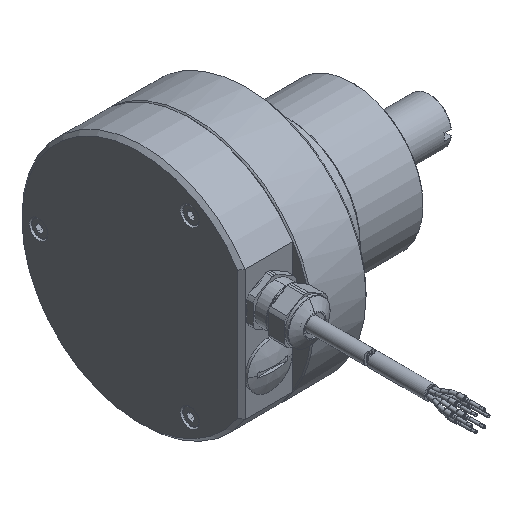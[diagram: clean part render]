
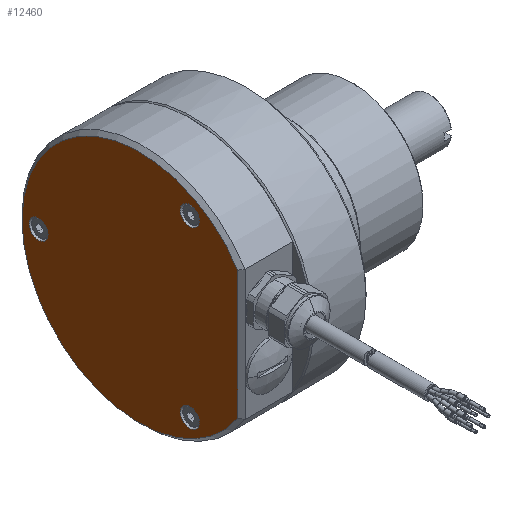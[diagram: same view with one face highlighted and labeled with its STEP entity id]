
A CAD part, isometric view. The second image highlights one B-rep face of the part: STEP entity #12460.
In plain terms, the highlighted planar face has unit normal (-1, 0, 0).
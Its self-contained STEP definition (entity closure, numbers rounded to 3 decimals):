
#12460=ADVANCED_FACE('', (#12470,#12480,#12490,#12500), #12510, .T.);
#42090=AXIS2_PLACEMENT_3D('Ax2Pl3d', #42100, #42110, #42120);
#42210=AXIS2_PLACEMENT_3D('Ax2Pl3d', #42220, #42230, #42240);
#42250=AXIS2_PLACEMENT_3D('Ax2Pl3d', #42260, #42270, #42280);
#42290=AXIS2_PLACEMENT_3D('Ax2Pl3d', #42300, #42310, #42320);
#42330=AXIS2_PLACEMENT_3D('Ax2Pl3d', #42340, #42350, #42360);
#103980=CARTESIAN_POINT('', (-46.,-41.5,
-26.981));
#103990=CARTESIAN_POINT('', (-46.,-41.5,26.981))
;
#104000=CARTESIAN_POINT('', (-46.,-41.5,-26.981)
);
#42100=CARTESIAN_POINT('HicPkt', (-46.,0.,
0.));
#42220=CARTESIAN_POINT('HicPkt', (-46.,49.5,0.));
#42260=CARTESIAN_POINT('HicPkt', (-46.,42.5,0.));
#104070=CARTESIAN_POINT('', (-46.,42.5,-4.));
#42300=CARTESIAN_POINT('HicPkt', (-46.,-21.25,36.806));
#104080=CARTESIAN_POINT('', (-46.,-21.25,32.806));
#42340=CARTESIAN_POINT('HicPkt', (-46.,-21.25,-36.806));
#104090=CARTESIAN_POINT('', (-46.,-21.25,-40.806));
#107330=CIRCLE('Circle', #42090, 49.5);
#107350=CIRCLE('Circle', #42250, 4.);
#107360=CIRCLE('Circle', #42290, 4.);
#107370=CIRCLE('Circle', #42330, 4.);
#130330=DIRECTION('', (0.,0.,-1.));
#42110=DIRECTION('Axis', (1.,0.,0.));
#42120=DIRECTION('RefDirection', (0.,0.,-1.));
#42230=DIRECTION('Axis', (-1.,0.,
0.));
#42240=DIRECTION('RefDirection', (0.,
0.,-1.));
#42270=DIRECTION('Axis', (-1.,0.,0.)
);
#42280=DIRECTION('RefDirection', (0.,
0.,-1.));
#42310=DIRECTION('Axis', (-1.,0.,0.)
);
#42320=DIRECTION('RefDirection', (0.,
0.,-1.));
#42350=DIRECTION('Axis', (-1.,0.,0.)
);
#42360=DIRECTION('RefDirection', (0.,
0.,-1.));
#144810=EDGE_CURVE('', #144820, #144830, #144840, .T.);
#144950=EDGE_CURVE('', #144830, #144820, #107330, .T.);
#145010=EDGE_CURVE('', #145020, #145020, #107350, .T.);
#145030=EDGE_CURVE('', #145040, #145040, #107360, .T.);
#145050=EDGE_CURVE('', #145060, #145060, #107370, .T.);
#163210=EDGE_LOOP('Edge_loop', (#163220,#163230));
#163240=EDGE_LOOP('Edge_loop', (#163250));
#163260=EDGE_LOOP('Edge_loop', (#163270));
#163280=EDGE_LOOP('Edge_loop', (#163290));
#12480=FACE_BOUND('', #163240, .T.);
#12490=FACE_BOUND('', #163260, .T.);
#12500=FACE_BOUND('', #163280, .T.);
#12470=FACE_OUTER_BOUND('Face_outer_bound', #163210, .T.);
#144840=LINE('Line', #103980, #171570);
#163220=ORIENTED_EDGE('', *, *, #144810, .F.);
#163230=ORIENTED_EDGE('', *, *, #144950, .F.);
#163250=ORIENTED_EDGE('', *, *, #145010, .F.);
#163270=ORIENTED_EDGE('', *, *, #145030, .F.);
#163290=ORIENTED_EDGE('', *, *, #145050, .F.);
#12510=PLANE('Plane', #42210);
#171570=VECTOR('', #130330, 53.963);
#144820=VERTEX_POINT('', #103990);
#144830=VERTEX_POINT('', #104000);
#145020=VERTEX_POINT('', #104070);
#145040=VERTEX_POINT('', #104080);
#145060=VERTEX_POINT('', #104090);
